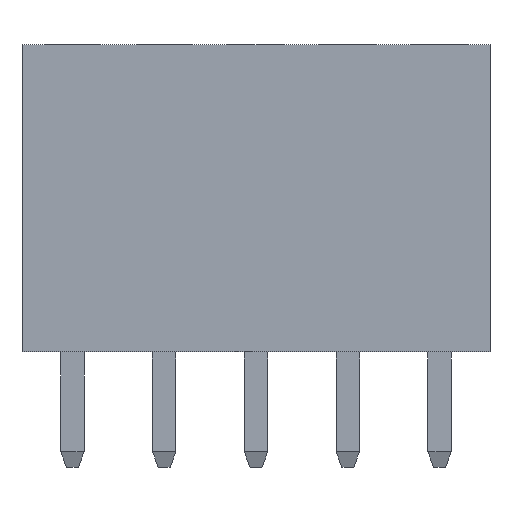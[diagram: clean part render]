
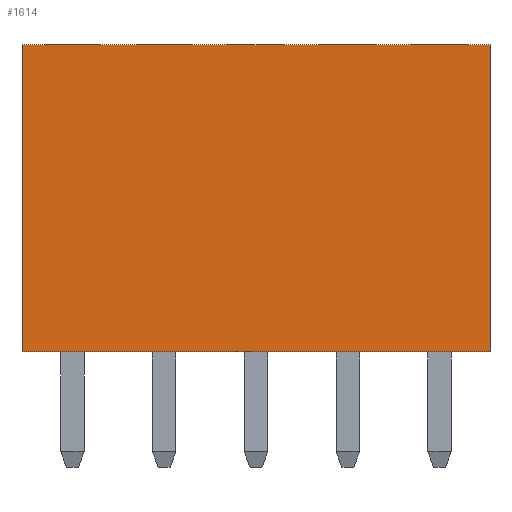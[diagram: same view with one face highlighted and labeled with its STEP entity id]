
A CAD part, front view. The second image highlights one B-rep face of the part: STEP entity #1614.
In plain terms, the highlighted planar face has unit normal (0, -1, 0).
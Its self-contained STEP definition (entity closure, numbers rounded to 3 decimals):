
#128=FACE_OUTER_BOUND('',#234,.T.);
#234=EDGE_LOOP('',(#1413,#1414,#1415,#1416));
#438=LINE('',#2554,#650);
#446=LINE('',#2569,#658);
#447=LINE('',#2571,#659);
#448=LINE('',#2572,#660);
#650=VECTOR('',#2117,10.);
#658=VECTOR('',#2129,10.);
#659=VECTOR('',#2132,10.);
#660=VECTOR('',#2133,10.);
#781=VERTEX_POINT('',#2550);
#783=VERTEX_POINT('',#2553);
#787=VERTEX_POINT('',#2565);
#788=VERTEX_POINT('',#2567);
#990=EDGE_CURVE('',#781,#783,#438,.T.);
#998=EDGE_CURVE('',#787,#788,#446,.T.);
#999=EDGE_CURVE('',#787,#781,#447,.T.);
#1000=EDGE_CURVE('',#783,#788,#448,.T.);
#1413=ORIENTED_EDGE('',*,*,#999,.F.);
#1414=ORIENTED_EDGE('',*,*,#998,.T.);
#1415=ORIENTED_EDGE('',*,*,#1000,.F.);
#1416=ORIENTED_EDGE('',*,*,#990,.F.);
#1518=PLANE('',#1729);
#1614=ADVANCED_FACE('',(#128),#1518,.T.);
#1729=AXIS2_PLACEMENT_3D('',#2570,#2130,#2131);
#2117=DIRECTION('',(1.,0.,0.));
#2129=DIRECTION('',(1.,0.,0.));
#2130=DIRECTION('center_axis',(0.,-1.,0.));
#2131=DIRECTION('ref_axis',(0.,0.,-1.));
#2132=DIRECTION('',(0.,0.,1.));
#2133=DIRECTION('',(0.,0.,-1.));
#2550=CARTESIAN_POINT('',(-1.395,-1.27,8.5));
#2553=CARTESIAN_POINT('',(11.555,-1.27,8.5));
#2554=CARTESIAN_POINT('',(-1.395,-1.27,8.5));
#2565=CARTESIAN_POINT('',(-1.395,-1.27,0.));
#2567=CARTESIAN_POINT('',(11.555,-1.27,0.));
#2569=CARTESIAN_POINT('',(-1.395,-1.27,0.));
#2570=CARTESIAN_POINT('Origin',(-1.395,-1.27,8.5));
#2571=CARTESIAN_POINT('',(-1.395,-1.27,0.));
#2572=CARTESIAN_POINT('',(11.555,-1.27,0.));
